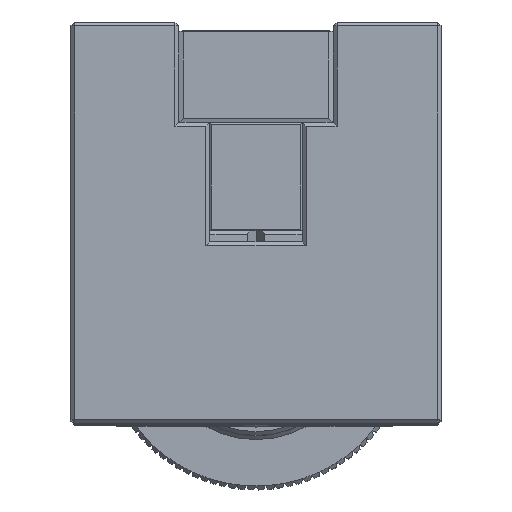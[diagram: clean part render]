
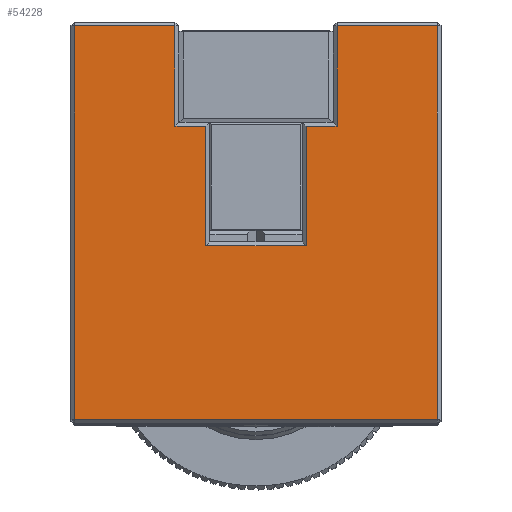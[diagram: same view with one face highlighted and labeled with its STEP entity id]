
A CAD part, top view. The second image highlights one B-rep face of the part: STEP entity #54228.
In plain terms, the highlighted planar face has unit normal (0, 0, 1).
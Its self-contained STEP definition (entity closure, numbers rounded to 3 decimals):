
#1560 = CARTESIAN_POINT ( 'NONE',  ( 0., 12.5, 77.5 ) ) ;
#2096 = VECTOR ( 'NONE', #56556, 1000. ) ;
#2817 = LINE ( 'NONE', #1560, #60519 ) ;
#3362 = VECTOR ( 'NONE', #71342, 1000. ) ;
#4947 = VECTOR ( 'NONE', #38605, 1000. ) ;
#5139 = DIRECTION ( 'NONE',  ( 0., 0., -1. ) ) ;
#6589 = DIRECTION ( 'NONE',  ( 0., 1., 0. ) ) ;
#6955 = CARTESIAN_POINT ( 'NONE',  ( 0., 25.5, 77.5 ) ) ;
#7226 = VECTOR ( 'NONE', #69903, 1000. ) ;
#7417 = CARTESIAN_POINT ( 'NONE',  ( 10.5, 12.5, 77.5 ) ) ;
#7923 = VECTOR ( 'NONE', #79371, 1000. ) ;
#8313 = ORIENTED_EDGE ( 'NONE', *, *, #26875, .T. ) ;
#8782 = EDGE_CURVE ( 'NONE', #13532, #75383, #36172, .T. ) ;
#11036 = ORIENTED_EDGE ( 'NONE', *, *, #26144, .T. ) ;
#11929 = FACE_OUTER_BOUND ( 'NONE', #12483, .T. ) ;
#12474 = EDGE_CURVE ( 'NONE', #52865, #18686, #57330, .T. ) ;
#12483 = EDGE_LOOP ( 'NONE', ( #52246, #47412, #31154, #61263, #18480, #37036, #29540, #62195, #54797, #11036, #35033, #8313 ) ) ;
#13532 = VERTEX_POINT ( 'NONE', #61838 ) ;
#14493 = AXIS2_PLACEMENT_3D ( 'NONE', #32209, #5139, #38131 ) ;
#15481 = EDGE_CURVE ( 'NONE', #17006, #19113, #49972, .T. ) ;
#17006 = VERTEX_POINT ( 'NONE', #59440 ) ;
#17366 = VECTOR ( 'NONE', #79645, 1000. ) ;
#18480 = ORIENTED_EDGE ( 'NONE', *, *, #15481, .T. ) ;
#18686 = VERTEX_POINT ( 'NONE', #19444 ) ;
#19113 = VERTEX_POINT ( 'NONE', #75324 ) ;
#19444 = CARTESIAN_POINT ( 'NONE',  ( 10.5, 25.5, 77.5 ) ) ;
#19549 = CARTESIAN_POINT ( 'NONE',  ( 0., -3., 77.5 ) ) ;
#19824 = EDGE_CURVE ( 'NONE', #68069, #52865, #62283, .T. ) ;
#21231 = LINE ( 'NONE', #19549, #4947 ) ;
#21657 = EDGE_CURVE ( 'NONE', #65274, #17006, #39995, .T. ) ;
#22595 = CARTESIAN_POINT ( 'NONE',  ( 6.5, 0., 77.5 ) ) ;
#23558 = CARTESIAN_POINT ( 'NONE',  ( 6.5, 12.5, 77.5 ) ) ;
#25149 = VECTOR ( 'NONE', #44506, 1000. ) ;
#26144 = EDGE_CURVE ( 'NONE', #18686, #51000, #27949, .T. ) ;
#26875 = EDGE_CURVE ( 'NONE', #46633, #28177, #34866, .T. ) ;
#27949 = LINE ( 'NONE', #53763, #17366 ) ;
#28177 = VERTEX_POINT ( 'NONE', #42273 ) ;
#28240 = DIRECTION ( 'NONE',  ( 0., -1., 0. ) ) ;
#29540 = ORIENTED_EDGE ( 'NONE', *, *, #61966, .T. ) ;
#29739 = CARTESIAN_POINT ( 'NONE',  ( -10.5, 12.5, 77.5 ) ) ;
#30133 = DIRECTION ( 'NONE',  ( 0., 1., 0. ) ) ;
#30701 = CARTESIAN_POINT ( 'NONE',  ( -6.5, 12.5, 77.5 ) ) ;
#31154 = ORIENTED_EDGE ( 'NONE', *, *, #46605, .T. ) ;
#31727 = VECTOR ( 'NONE', #28240, 1000. ) ;
#32209 = CARTESIAN_POINT ( 'NONE',  ( 0., 0., 77.5 ) ) ;
#34572 = CARTESIAN_POINT ( 'NONE',  ( -23.5, 0., 77.5 ) ) ;
#34866 = LINE ( 'NONE', #22595, #7923 ) ;
#35033 = ORIENTED_EDGE ( 'NONE', *, *, #52201, .T. ) ;
#36172 = LINE ( 'NONE', #49253, #77531 ) ;
#37036 = ORIENTED_EDGE ( 'NONE', *, *, #58346, .T. ) ;
#38131 = DIRECTION ( 'NONE',  ( -1., 0., 0. ) ) ;
#38605 = DIRECTION ( 'NONE',  ( -1., 0., 0. ) ) ;
#38752 = CARTESIAN_POINT ( 'NONE',  ( -10.5, 0., 77.5 ) ) ;
#39995 = LINE ( 'NONE', #38752, #79269 ) ;
#41657 = CARTESIAN_POINT ( 'NONE',  ( 23.5, 25.5, 77.5 ) ) ;
#42273 = CARTESIAN_POINT ( 'NONE',  ( 6.5, -3., 77.5 ) ) ;
#42385 = VECTOR ( 'NONE', #30133, 1000. ) ;
#43015 = LINE ( 'NONE', #34572, #31727 ) ;
#44018 = CARTESIAN_POINT ( 'NONE',  ( 0., 25.5, 77.5 ) ) ;
#44506 = DIRECTION ( 'NONE',  ( 1., 0., 0. ) ) ;
#46605 = EDGE_CURVE ( 'NONE', #75383, #65274, #68453, .T. ) ;
#46633 = VERTEX_POINT ( 'NONE', #23558 ) ;
#47412 = ORIENTED_EDGE ( 'NONE', *, *, #8782, .T. ) ;
#48637 = EDGE_CURVE ( 'NONE', #28177, #13532, #21231, .T. ) ;
#49253 = CARTESIAN_POINT ( 'NONE',  ( -6.5, 0., 77.5 ) ) ;
#49972 = LINE ( 'NONE', #44018, #7226 ) ;
#51000 = VERTEX_POINT ( 'NONE', #7417 ) ;
#52201 = EDGE_CURVE ( 'NONE', #51000, #46633, #2817, .T. ) ;
#52246 = ORIENTED_EDGE ( 'NONE', *, *, #48637, .T. ) ;
#52865 = VERTEX_POINT ( 'NONE', #41657 ) ;
#53763 = CARTESIAN_POINT ( 'NONE',  ( 10.5, 0., 77.5 ) ) ;
#54228 = ADVANCED_FACE ( 'NONE', ( #11929 ), #71601, .F. ) ;
#54458 = DIRECTION ( 'NONE',  ( -1., 0., 0. ) ) ;
#54797 = ORIENTED_EDGE ( 'NONE', *, *, #12474, .T. ) ;
#56352 = CARTESIAN_POINT ( 'NONE',  ( 23.5, 0., 77.5 ) ) ;
#56556 = DIRECTION ( 'NONE',  ( -1., 0., 0. ) ) ;
#57059 = VERTEX_POINT ( 'NONE', #75297 ) ;
#57330 = LINE ( 'NONE', #6955, #3362 ) ;
#58346 = EDGE_CURVE ( 'NONE', #19113, #57059, #43015, .T. ) ;
#59440 = CARTESIAN_POINT ( 'NONE',  ( -10.5, 25.5, 77.5 ) ) ;
#60519 = VECTOR ( 'NONE', #54458, 1000. ) ;
#61263 = ORIENTED_EDGE ( 'NONE', *, *, #21657, .T. ) ;
#61838 = CARTESIAN_POINT ( 'NONE',  ( -6.5, -3., 77.5 ) ) ;
#61966 = EDGE_CURVE ( 'NONE', #57059, #68069, #77562, .T. ) ;
#62065 = CARTESIAN_POINT ( 'NONE',  ( 0., 12.5, 77.5 ) ) ;
#62195 = ORIENTED_EDGE ( 'NONE', *, *, #19824, .T. ) ;
#62283 = LINE ( 'NONE', #56352, #42385 ) ;
#63577 = CARTESIAN_POINT ( 'NONE',  ( 0., -25.5, 77.5 ) ) ;
#65274 = VERTEX_POINT ( 'NONE', #29739 ) ;
#68069 = VERTEX_POINT ( 'NONE', #68849 ) ;
#68453 = LINE ( 'NONE', #62065, #2096 ) ;
#68849 = CARTESIAN_POINT ( 'NONE',  ( 23.5, -25.5, 77.5 ) ) ;
#69903 = DIRECTION ( 'NONE',  ( -1., 0., 0. ) ) ;
#71342 = DIRECTION ( 'NONE',  ( -1., 0., 0. ) ) ;
#71601 = PLANE ( 'NONE',  #14493 ) ;
#75134 = DIRECTION ( 'NONE',  ( 0., 1., 0. ) ) ;
#75297 = CARTESIAN_POINT ( 'NONE',  ( -23.5, -25.5, 77.5 ) ) ;
#75324 = CARTESIAN_POINT ( 'NONE',  ( -23.5, 25.5, 77.5 ) ) ;
#75383 = VERTEX_POINT ( 'NONE', #30701 ) ;
#77531 = VECTOR ( 'NONE', #75134, 1000. ) ;
#77562 = LINE ( 'NONE', #63577, #25149 ) ;
#79269 = VECTOR ( 'NONE', #6589, 1000. ) ;
#79371 = DIRECTION ( 'NONE',  ( 0., -1., 0. ) ) ;
#79645 = DIRECTION ( 'NONE',  ( 0., -1., 0. ) ) ;
